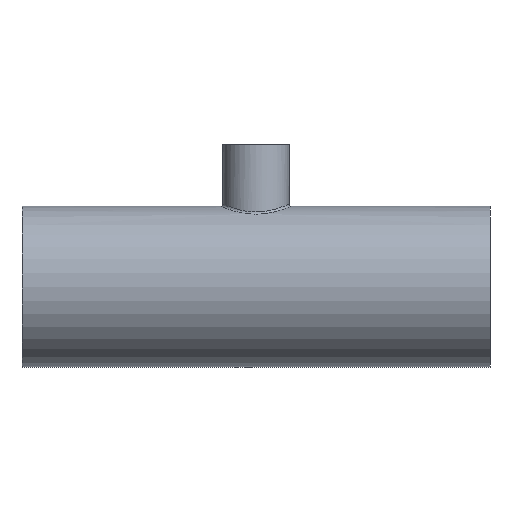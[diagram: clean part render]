
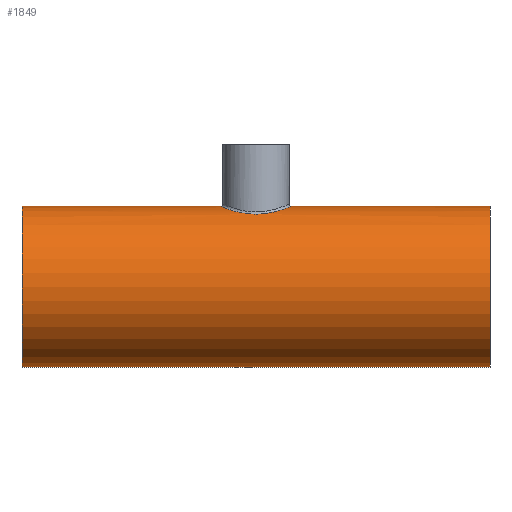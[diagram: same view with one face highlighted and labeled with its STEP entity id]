
A CAD part, front view. The second image highlights one B-rep face of the part: STEP entity #1849.
In plain terms, the highlighted cylindrical face has radius 64.5 mm (diameter 129 mm), a full revolution.
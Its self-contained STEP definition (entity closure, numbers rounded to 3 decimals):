
#1650=CARTESIAN_POINT('',(0.,-27.643,58.276));
#1651=VERTEX_POINT('',#1650);
#1739=CARTESIAN_POINT('',(0.,-27.643,58.276));
#1740=CARTESIAN_POINT('',(0.807,-27.643,58.276));
#1741=CARTESIAN_POINT('',(1.884,-27.598,58.297));
#1742=CARTESIAN_POINT('',(4.023,-27.392,58.395));
#1743=CARTESIAN_POINT('',(6.407,-26.996,58.58));
#1744=CARTESIAN_POINT('',(8.986,-26.269,58.911));
#1745=CARTESIAN_POINT('',(10.968,-25.529,59.234));
#1746=CARTESIAN_POINT('',(13.396,-24.47,59.684));
#1747=CARTESIAN_POINT('',(15.694,-23.149,60.214));
#1748=CARTESIAN_POINT('',(17.807,-21.601,60.778));
#1749=CARTESIAN_POINT('',(19.015,-20.61,61.122));
#1750=CARTESIAN_POINT('',(20.348,-19.387,61.523));
#1751=CARTESIAN_POINT('',(21.422,-18.256,61.867));
#1752=CARTESIAN_POINT('',(22.766,-16.672,62.315));
#1753=CARTESIAN_POINT('',(24.153,-14.781,62.802));
#1754=CARTESIAN_POINT('',(25.955,-11.638,63.475));
#1755=CARTESIAN_POINT('',(27.111,-8.727,63.933));
#1756=CARTESIAN_POINT('',(27.921,-5.713,64.261));
#1757=CARTESIAN_POINT('',(28.377,-3.139,64.449));
#1758=CARTESIAN_POINT('',(28.623,1.035,64.551));
#1759=CARTESIAN_POINT('',(28.195,4.69,64.372));
#1760=CARTESIAN_POINT('',(27.475,7.372,64.08));
#1761=CARTESIAN_POINT('',(27.063,8.702,63.915));
#1762=CARTESIAN_POINT('',(26.29,10.832,63.608));
#1763=CARTESIAN_POINT('',(24.956,13.491,63.097));
#1764=CARTESIAN_POINT('',(23.428,15.786,62.546));
#1765=CARTESIAN_POINT('',(21.732,17.963,61.964));
#1766=CARTESIAN_POINT('',(19.44,20.354,61.228));
#1767=CARTESIAN_POINT('',(16.816,22.381,60.501));
#1768=CARTESIAN_POINT('',(15.046,23.485,60.074));
#1769=CARTESIAN_POINT('',(13.832,24.182,59.797));
#1770=CARTESIAN_POINT('',(12.426,24.905,59.5));
#1771=CARTESIAN_POINT('',(10.637,25.667,59.175));
#1772=CARTESIAN_POINT('',(9.303,26.136,58.968));
#1773=CARTESIAN_POINT('',(7.273,26.768,58.685));
#1774=CARTESIAN_POINT('',(4.298,27.433,58.376));
#1775=CARTESIAN_POINT('',(0.895,27.683,58.257));
#1776=CARTESIAN_POINT('',(-1.977,27.603,58.295));
#1777=CARTESIAN_POINT('',(-5.305,27.267,58.454));
#1778=CARTESIAN_POINT('',(-8.5,26.469,58.824));
#1779=CARTESIAN_POINT('',(-11.024,25.501,59.246));
#1780=CARTESIAN_POINT('',(-11.888,25.126,59.405));
#1781=CARTESIAN_POINT('',(-14.024,24.14,59.819));
#1782=CARTESIAN_POINT('',(-16.558,22.628,60.421));
#1783=CARTESIAN_POINT('',(-19.114,20.542,61.148));
#1784=CARTESIAN_POINT('',(-20.279,19.433,61.505));
#1785=CARTESIAN_POINT('',(-21.245,18.442,61.81));
#1786=CARTESIAN_POINT('',(-22.742,16.759,62.302));
#1787=CARTESIAN_POINT('',(-24.245,14.629,62.837));
#1788=CARTESIAN_POINT('',(-25.256,12.824,63.215));
#1789=CARTESIAN_POINT('',(-25.884,11.596,63.453));
#1790=CARTESIAN_POINT('',(-26.813,9.544,63.813));
#1791=CARTESIAN_POINT('',(-27.876,6.237,64.241));
#1792=CARTESIAN_POINT('',(-28.364,3.134,64.444));
#1793=CARTESIAN_POINT('',(-28.527,0.355,64.511));
#1794=CARTESIAN_POINT('',(-28.487,-1.736,64.494));
#1795=CARTESIAN_POINT('',(-28.122,-4.849,64.343));
#1796=CARTESIAN_POINT('',(-27.48,-7.557,64.08));
#1797=CARTESIAN_POINT('',(-26.288,-10.835,63.607));
#1798=CARTESIAN_POINT('',(-25.117,-13.172,63.158));
#1799=CARTESIAN_POINT('',(-24.006,-14.912,62.755));
#1800=CARTESIAN_POINT('',(-23.22,-16.047,62.476));
#1801=CARTESIAN_POINT('',(-21.435,-18.387,61.857));
#1802=CARTESIAN_POINT('',(-18.662,-21.067,60.988));
#1803=CARTESIAN_POINT('',(-15.234,-23.43,60.103));
#1804=CARTESIAN_POINT('',(-12.442,-24.934,59.492));
#1805=CARTESIAN_POINT('',(-9.495,-26.125,58.976));
#1806=CARTESIAN_POINT('',(-6.925,-26.85,58.647));
#1807=CARTESIAN_POINT('',(-3.764,-27.465,58.361));
#1808=CARTESIAN_POINT('',(-1.614,-27.643,58.276));
#1809=CARTESIAN_POINT('',(-0.001,-27.643,58.276));
#1810=CARTESIAN_POINT('',(0.,-27.643,58.276));
#1811=CARTESIAN_POINT('',(0.,-27.643,58.276));
#1812=CARTESIAN_POINT('',(0.,-27.643,58.276));
#1813=B_SPLINE_CURVE_WITH_KNOTS('',3,(#1739,#1740,#1741,#1742,#1743,#1744,#1745,#1746,#1747,#1748,#1749,#1750,#1751,#1752,#1753,#1754,#1755,#1756,#1757,#1758,#1759,#1760,#1761,#1762,#1763,#1764,#1765,#1766,#1767,#1768,#1769,#1770,#1771,#1772,#1773,#1774,#1775,#1776,#1777,#1778,#1779,#1780,#1781,#1782,#1783,#1784,#1785,#1786,#1787,#1788,#1789,#1790,#1791,#1792,#1793,#1794,#1795,#1796,#1797,#1798,#1799,#1800,#1801,#1802,#1803,#1804,#1805,#1806,#1807,#1808,#1809,#1810,#1811,#1812),.UNSPECIFIED.,.T.,.U.,(4,1,1,1,1,1,1,1,1,1,1,1,1,1,1,1,1,1,1,1,1,1,1,1,1,1,1,1,1,1,1,1,1,1,1,1,1,1,1,1,1,1,1,1,1,1,1,1,1,1,1,1,1,1,1,1,1,1,1,1,1,1,1,1,1,1,1,1,3,4),(-16.182,-15.965,-15.893,-15.604,-15.315,-15.17,-15.026,-14.593,-14.448,-14.304,-14.159,-13.942,-13.87,-13.581,-13.292,-12.859,-12.714,-12.425,-12.136,-11.558,-11.414,-11.366,-11.173,-10.788,-10.547,-10.403,-10.017,-9.632,-9.488,-9.439,-9.247,-9.054,-8.91,-8.861,-8.476,-8.091,-7.946,-7.706,-7.192,-7.063,-6.967,-6.935,-6.421,-6.164,-6.02,-5.972,-5.779,-5.394,-5.249,-5.201,-5.009,-4.623,-4.238,-4.142,-3.853,-3.66,-3.275,-3.082,-2.697,-2.552,-2.504,-2.312,-1.734,-1.445,-1.156,-0.867,-0.578,-0.433,0.0,0.),.UNSPECIFIED.);
#1814=EDGE_CURVE('',#1651,#1651,#1813,.T.);
#1819=CARTESIAN_POINT('',(0.0,0.0,0.0));
#1820=DIRECTION('',(-1.0,0.0,0.0));
#1821=DIRECTION('',(0.0,-1.0,0.0));
#1822=AXIS2_PLACEMENT_3D('',#1819,#1820,#1821);
#1823=CYLINDRICAL_SURFACE('',#1822,64.5);
#1824=CARTESIAN_POINT('',(187.5,-64.5,0.0));
#1825=VERTEX_POINT('',#1824);
#1826=CARTESIAN_POINT('',(187.5,0.0,0.0));
#1827=DIRECTION('',(-1.0,0.0,0.0));
#1828=DIRECTION('',(0.0,-1.0,0.0));
#1829=AXIS2_PLACEMENT_3D('',#1826,#1827,#1828);
#1830=CIRCLE('',#1829,64.5);
#1831=EDGE_CURVE('',#1825,#1825,#1830,.T.);
#1832=ORIENTED_EDGE('',*,*,#1831,.T.);
#1833=EDGE_LOOP('',(#1832));
#1834=FACE_OUTER_BOUND('',#1833,.T.);
#1835=CARTESIAN_POINT('',(-187.5,-64.5,0.0));
#1836=VERTEX_POINT('',#1835);
#1837=CARTESIAN_POINT('',(-187.5,0.0,0.0));
#1838=DIRECTION('',(-1.0,0.0,0.0));
#1839=DIRECTION('',(0.0,-1.0,0.0));
#1840=AXIS2_PLACEMENT_3D('',#1837,#1838,#1839);
#1841=CIRCLE('',#1840,64.5);
#1842=EDGE_CURVE('',#1836,#1836,#1841,.T.);
#1843=ORIENTED_EDGE('',*,*,#1842,.F.);
#1844=EDGE_LOOP('',(#1843));
#1845=FACE_BOUND('',#1844,.T.);
#1846=ORIENTED_EDGE('',*,*,#1814,.F.);
#1847=EDGE_LOOP('',(#1846));
#1848=FACE_BOUND('',#1847,.T.);
#1849=ADVANCED_FACE('',(#1834,#1845,#1848),#1823,.T.);
